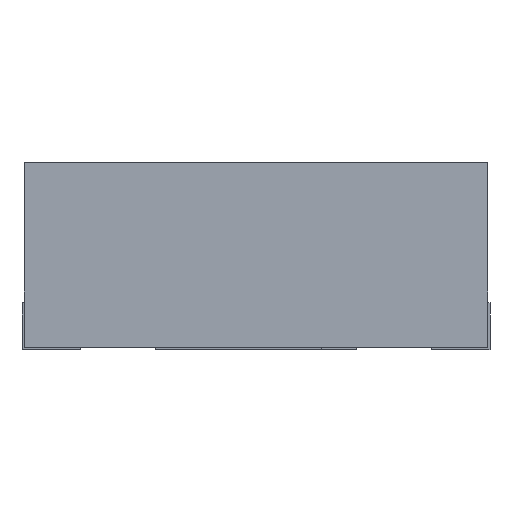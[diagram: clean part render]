
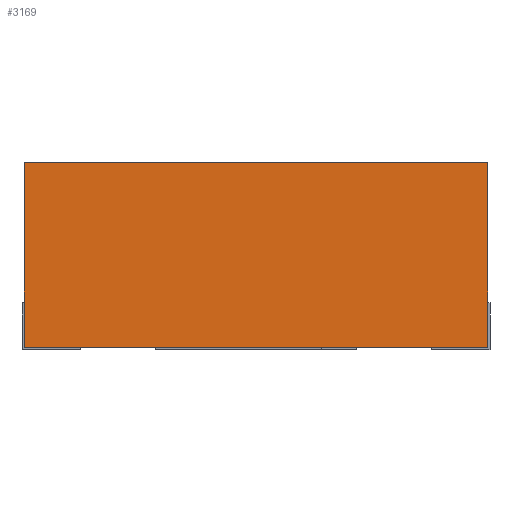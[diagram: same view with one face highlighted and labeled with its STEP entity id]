
A CAD part, left-side view. The second image highlights one B-rep face of the part: STEP entity #3169.
In plain terms, the highlighted planar face has unit normal (-1, 0, 0).
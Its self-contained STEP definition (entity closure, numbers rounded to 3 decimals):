
#3031 = PLANE('',#3032);
#3032 = AXIS2_PLACEMENT_3D('',#3033,#3034,#3035);
#3033 = CARTESIAN_POINT('',(0.,0.01,0.8));
#3034 = DIRECTION('',(0.,0.,1.));
#3035 = DIRECTION('',(1.,0.,0.));
#3056 = VERTEX_POINT('',#3057);
#3057 = CARTESIAN_POINT('',(0.,1.99,0.01));
#3064 = PLANE('',#3065);
#3065 = AXIS2_PLACEMENT_3D('',#3066,#3067,#3068);
#3066 = CARTESIAN_POINT('',(0.,0.01,0.01));
#3067 = DIRECTION('',(0.,0.,1.));
#3068 = DIRECTION('',(1.,0.,0.));
#3076 = PLANE('',#3077);
#3077 = AXIS2_PLACEMENT_3D('',#3078,#3079,#3080);
#3078 = CARTESIAN_POINT('',(0.,1.99,0.01));
#3079 = DIRECTION('',(0.,1.,0.));
#3080 = DIRECTION('',(0.,0.,1.));
#3117 = VERTEX_POINT('',#3118);
#3118 = CARTESIAN_POINT('',(0.,0.01,0.01));
#3132 = PLANE('',#3133);
#3133 = AXIS2_PLACEMENT_3D('',#3134,#3135,#3136);
#3134 = CARTESIAN_POINT('',(2.,0.01,0.01));
#3135 = DIRECTION('',(0.,-1.,0.));
#3136 = DIRECTION('',(0.,0.,-1.));
#3144 = EDGE_CURVE('',#3056,#3117,#3145,.T.);
#3145 = SURFACE_CURVE('',#3146,(#3150,#3157),.PCURVE_S1.);
#3146 = LINE('',#3147,#3148);
#3147 = CARTESIAN_POINT('',(0.,0.01,0.01));
#3148 = VECTOR('',#3149,1.);
#3149 = DIRECTION('',(0.,-1.,0.));
#3150 = PCURVE('',#3064,#3151);
#3151 = DEFINITIONAL_REPRESENTATION('',(#3152),#3156);
#3152 = LINE('',#3153,#3154);
#3153 = CARTESIAN_POINT('',(0.,0.));
#3154 = VECTOR('',#3155,1.);
#3155 = DIRECTION('',(0.,-1.));
#3156 = ( GEOMETRIC_REPRESENTATION_CONTEXT(2) 
PARAMETRIC_REPRESENTATION_CONTEXT() REPRESENTATION_CONTEXT('2D SPACE',''
  ) );
#3157 = PCURVE('',#3158,#3163);
#3158 = PLANE('',#3159);
#3159 = AXIS2_PLACEMENT_3D('',#3160,#3161,#3162);
#3160 = CARTESIAN_POINT('',(0.,0.01,0.01));
#3161 = DIRECTION('',(-1.,0.,0.));
#3162 = DIRECTION('',(0.,0.,1.));
#3163 = DEFINITIONAL_REPRESENTATION('',(#3164),#3168);
#3164 = LINE('',#3165,#3166);
#3165 = CARTESIAN_POINT('',(0.,0.));
#3166 = VECTOR('',#3167,1.);
#3167 = DIRECTION('',(0.,-1.));
#3168 = ( GEOMETRIC_REPRESENTATION_CONTEXT(2) 
PARAMETRIC_REPRESENTATION_CONTEXT() REPRESENTATION_CONTEXT('2D SPACE',''
  ) );
#3169 = ADVANCED_FACE('',(#3170),#3158,.T.);
#3170 = FACE_BOUND('',#3171,.T.);
#3171 = EDGE_LOOP('',(#3172,#3195,#3196,#3219));
#3172 = ORIENTED_EDGE('',*,*,#3173,.T.);
#3173 = EDGE_CURVE('',#3174,#3056,#3176,.T.);
#3174 = VERTEX_POINT('',#3175);
#3175 = CARTESIAN_POINT('',(0.,1.99,0.8));
#3176 = SURFACE_CURVE('',#3177,(#3181,#3188),.PCURVE_S1.);
#3177 = LINE('',#3178,#3179);
#3178 = CARTESIAN_POINT('',(0.,1.99,0.01));
#3179 = VECTOR('',#3180,1.);
#3180 = DIRECTION('',(-0.,-0.,-1.));
#3181 = PCURVE('',#3158,#3182);
#3182 = DEFINITIONAL_REPRESENTATION('',(#3183),#3187);
#3183 = LINE('',#3184,#3185);
#3184 = CARTESIAN_POINT('',(0.,1.98));
#3185 = VECTOR('',#3186,1.);
#3186 = DIRECTION('',(-1.,0.));
#3187 = ( GEOMETRIC_REPRESENTATION_CONTEXT(2) 
PARAMETRIC_REPRESENTATION_CONTEXT() REPRESENTATION_CONTEXT('2D SPACE',''
  ) );
#3188 = PCURVE('',#3076,#3189);
#3189 = DEFINITIONAL_REPRESENTATION('',(#3190),#3194);
#3190 = LINE('',#3191,#3192);
#3191 = CARTESIAN_POINT('',(0.,0.));
#3192 = VECTOR('',#3193,1.);
#3193 = DIRECTION('',(-1.,0.));
#3194 = ( GEOMETRIC_REPRESENTATION_CONTEXT(2) 
PARAMETRIC_REPRESENTATION_CONTEXT() REPRESENTATION_CONTEXT('2D SPACE',''
  ) );
#3195 = ORIENTED_EDGE('',*,*,#3144,.T.);
#3196 = ORIENTED_EDGE('',*,*,#3197,.T.);
#3197 = EDGE_CURVE('',#3117,#3198,#3200,.T.);
#3198 = VERTEX_POINT('',#3199);
#3199 = CARTESIAN_POINT('',(0.,0.01,0.8));
#3200 = SURFACE_CURVE('',#3201,(#3205,#3212),.PCURVE_S1.);
#3201 = LINE('',#3202,#3203);
#3202 = CARTESIAN_POINT('',(0.,0.01,0.01));
#3203 = VECTOR('',#3204,1.);
#3204 = DIRECTION('',(0.,0.,1.));
#3205 = PCURVE('',#3158,#3206);
#3206 = DEFINITIONAL_REPRESENTATION('',(#3207),#3211);
#3207 = LINE('',#3208,#3209);
#3208 = CARTESIAN_POINT('',(0.,0.));
#3209 = VECTOR('',#3210,1.);
#3210 = DIRECTION('',(1.,0.));
#3211 = ( GEOMETRIC_REPRESENTATION_CONTEXT(2) 
PARAMETRIC_REPRESENTATION_CONTEXT() REPRESENTATION_CONTEXT('2D SPACE',''
  ) );
#3212 = PCURVE('',#3132,#3213);
#3213 = DEFINITIONAL_REPRESENTATION('',(#3214),#3218);
#3214 = LINE('',#3215,#3216);
#3215 = CARTESIAN_POINT('',(-0.,-2.));
#3216 = VECTOR('',#3217,1.);
#3217 = DIRECTION('',(-1.,0.));
#3218 = ( GEOMETRIC_REPRESENTATION_CONTEXT(2) 
PARAMETRIC_REPRESENTATION_CONTEXT() REPRESENTATION_CONTEXT('2D SPACE',''
  ) );
#3219 = ORIENTED_EDGE('',*,*,#3220,.T.);
#3220 = EDGE_CURVE('',#3198,#3174,#3221,.T.);
#3221 = SURFACE_CURVE('',#3222,(#3226,#3233),.PCURVE_S1.);
#3222 = LINE('',#3223,#3224);
#3223 = CARTESIAN_POINT('',(0.,0.01,0.8));
#3224 = VECTOR('',#3225,1.);
#3225 = DIRECTION('',(0.,1.,0.));
#3226 = PCURVE('',#3158,#3227);
#3227 = DEFINITIONAL_REPRESENTATION('',(#3228),#3232);
#3228 = LINE('',#3229,#3230);
#3229 = CARTESIAN_POINT('',(0.79,0.));
#3230 = VECTOR('',#3231,1.);
#3231 = DIRECTION('',(0.,1.));
#3232 = ( GEOMETRIC_REPRESENTATION_CONTEXT(2) 
PARAMETRIC_REPRESENTATION_CONTEXT() REPRESENTATION_CONTEXT('2D SPACE',''
  ) );
#3233 = PCURVE('',#3031,#3234);
#3234 = DEFINITIONAL_REPRESENTATION('',(#3235),#3239);
#3235 = LINE('',#3236,#3237);
#3236 = CARTESIAN_POINT('',(0.,0.));
#3237 = VECTOR('',#3238,1.);
#3238 = DIRECTION('',(0.,1.));
#3239 = ( GEOMETRIC_REPRESENTATION_CONTEXT(2) 
PARAMETRIC_REPRESENTATION_CONTEXT() REPRESENTATION_CONTEXT('2D SPACE',''
  ) );
